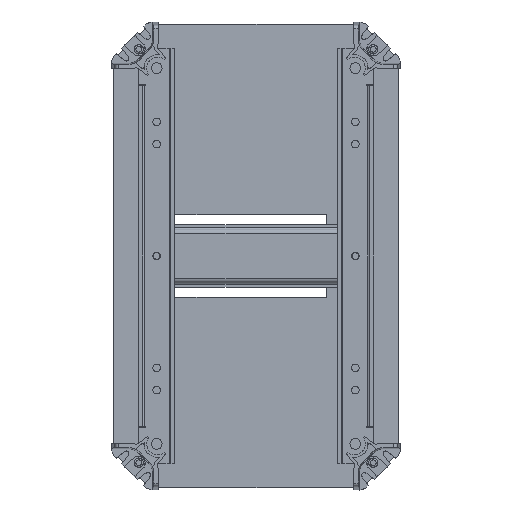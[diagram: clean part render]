
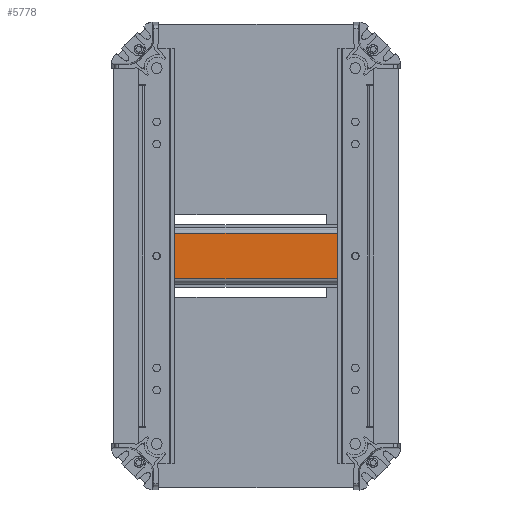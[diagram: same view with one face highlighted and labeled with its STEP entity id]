
A CAD part, front view. The second image highlights one B-rep face of the part: STEP entity #5778.
In plain terms, the highlighted planar face has unit normal (0, -1, 0).
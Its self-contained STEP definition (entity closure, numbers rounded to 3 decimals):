
#43 = DIRECTION ( 'NONE',  ( 0., 0., 1. ) ) ;
#366 = LINE ( 'NONE', #12891, #15658 ) ;
#950 = DIRECTION ( 'NONE',  ( 0., 0., 1. ) ) ;
#963 = VERTEX_POINT ( 'NONE', #7693 ) ;
#1276 = DIRECTION ( 'NONE',  ( 1., 0., 0. ) ) ;
#1436 = VECTOR ( 'NONE', #3874, 1000. ) ;
#1505 = CARTESIAN_POINT ( 'NONE',  ( 12.7, -1.5, 60. ) ) ;
#1630 = CARTESIAN_POINT ( 'NONE',  ( 12.7, -1.5, -60. ) ) ;
#1867 = VERTEX_POINT ( 'NONE', #10248 ) ;
#2146 = AXIS2_PLACEMENT_3D ( 'NONE', #14977, #6665, #16366 ) ;
#2158 = AXIS2_PLACEMENT_3D ( 'NONE', #5194, #9317, #950 ) ;
#2405 = CARTESIAN_POINT ( 'NONE',  ( -2.25, -1.5, 55. ) ) ;
#2589 = DIRECTION ( 'NONE',  ( 0., 0., 1. ) ) ;
#2882 = DIRECTION ( 'NONE',  ( 0., -1., 0. ) ) ;
#3099 = ORIENTED_EDGE ( 'NONE', *, *, #12415, .F. ) ;
#3366 = CARTESIAN_POINT ( 'NONE',  ( 12.7, -1.5, 60. ) ) ;
#3454 = DIRECTION ( 'NONE',  ( 0., -1., 0. ) ) ;
#3525 = AXIS2_PLACEMENT_3D ( 'NONE', #11759, #3454, #13190 ) ;
#3624 = CARTESIAN_POINT ( 'NONE',  ( 0., -1.5, -52.75 ) ) ;
#3874 = DIRECTION ( 'NONE',  ( 0., 0., -1. ) ) ;
#4570 = DIRECTION ( 'NONE',  ( 1., 0., 0. ) ) ;
#5176 = VERTEX_POINT ( 'NONE', #14109 ) ;
#5194 = CARTESIAN_POINT ( 'NONE',  ( 13.5, -1.5, 60. ) ) ;
#5495 = CARTESIAN_POINT ( 'NONE',  ( -12.7, -1.5, -60. ) ) ;
#5557 = VERTEX_POINT ( 'NONE', #15587 ) ;
#5576 = ORIENTED_EDGE ( 'NONE', *, *, #16781, .F. ) ;
#5704 = LINE ( 'NONE', #5495, #9780 ) ;
#5726 = CARTESIAN_POINT ( 'NONE',  ( 2.25, -1.5, 60. ) ) ;
#5778 = ADVANCED_FACE ( 'NONE', ( #11467 ), #7950, .F. ) ;
#6135 = VECTOR ( 'NONE', #6624, 1000. ) ;
#6385 = VERTEX_POINT ( 'NONE', #6396 ) ;
#6396 = CARTESIAN_POINT ( 'NONE',  ( -2.25, -1.5, 60. ) ) ;
#6624 = DIRECTION ( 'NONE',  ( 1., 0., 0. ) ) ;
#6665 = DIRECTION ( 'NONE',  ( 0., -1., 0. ) ) ;
#6755 = LINE ( 'NONE', #17823, #14594 ) ;
#6848 = ORIENTED_EDGE ( 'NONE', *, *, #17104, .F. ) ;
#7488 = CIRCLE ( 'NONE', #13319, 2.25 ) ;
#7693 = CARTESIAN_POINT ( 'NONE',  ( -12.7, -1.5, -60. ) ) ;
#7950 = PLANE ( 'NONE',  #2158 ) ;
#8374 = ORIENTED_EDGE ( 'NONE', *, *, #16745, .T. ) ;
#8485 = CARTESIAN_POINT ( 'NONE',  ( 2.25, -1.5, -60. ) ) ;
#8499 = ORIENTED_EDGE ( 'NONE', *, *, #10675, .F. ) ;
#8608 = DIRECTION ( 'NONE',  ( 0., 0., -1. ) ) ;
#9317 = DIRECTION ( 'NONE',  ( 0., 1., 0. ) ) ;
#9424 = ORIENTED_EDGE ( 'NONE', *, *, #16883, .F. ) ;
#9780 = VECTOR ( 'NONE', #10847, 1000. ) ;
#9972 = LINE ( 'NONE', #15097, #13321 ) ;
#9989 = ORIENTED_EDGE ( 'NONE', *, *, #16996, .F. ) ;
#10248 = CARTESIAN_POINT ( 'NONE',  ( 2.25, -1.5, -55. ) ) ;
#10271 = LINE ( 'NONE', #8485, #17692 ) ;
#10659 = ORIENTED_EDGE ( 'NONE', *, *, #10830, .F. ) ;
#10675 = EDGE_CURVE ( 'NONE', #1867, #17960, #15164, .T. ) ;
#10830 = EDGE_CURVE ( 'NONE', #13645, #5557, #12163, .T. ) ;
#10847 = DIRECTION ( 'NONE',  ( 0., 0., 1. ) ) ;
#10880 = CIRCLE ( 'NONE', #2146, 2.25 ) ;
#10960 = VERTEX_POINT ( 'NONE', #3366 ) ;
#10963 = DIRECTION ( 'NONE',  ( 1., 0., 0. ) ) ;
#11213 = CARTESIAN_POINT ( 'NONE',  ( 0., -1.5, -55. ) ) ;
#11467 = FACE_OUTER_BOUND ( 'NONE', #18047, .T. ) ;
#11759 = CARTESIAN_POINT ( 'NONE',  ( 0., -1.5, -55. ) ) ;
#11789 = LINE ( 'NONE', #2405, #12229 ) ;
#11993 = VECTOR ( 'NONE', #8608, 1000. ) ;
#12049 = ORIENTED_EDGE ( 'NONE', *, *, #12377, .F. ) ;
#12156 = DIRECTION ( 'NONE',  ( 0., 0., -1. ) ) ;
#12163 = LINE ( 'NONE', #12190, #1436 ) ;
#12190 = CARTESIAN_POINT ( 'NONE',  ( -2.25, -1.5, -55. ) ) ;
#12229 = VECTOR ( 'NONE', #12156, 1000. ) ;
#12377 = EDGE_CURVE ( 'NONE', #17960, #13645, #7488, .T. ) ;
#12415 = EDGE_CURVE ( 'NONE', #15324, #1867, #10271, .T. ) ;
#12436 = LINE ( 'NONE', #1505, #11993 ) ;
#12637 = DIRECTION ( 'NONE',  ( 0., 0., 1. ) ) ;
#12669 = VECTOR ( 'NONE', #1276, 1000. ) ;
#12863 = VERTEX_POINT ( 'NONE', #16413 ) ;
#12891 = CARTESIAN_POINT ( 'NONE',  ( 13.5, -1.5, -60. ) ) ;
#13190 = DIRECTION ( 'NONE',  ( 0., 0., 1. ) ) ;
#13319 = AXIS2_PLACEMENT_3D ( 'NONE', #11213, #2882, #12637 ) ;
#13321 = VECTOR ( 'NONE', #10963, 1000. ) ;
#13529 = ORIENTED_EDGE ( 'NONE', *, *, #16965, .F. ) ;
#13622 = CARTESIAN_POINT ( 'NONE',  ( 2.25, -1.5, -60. ) ) ;
#13645 = VERTEX_POINT ( 'NONE', #15472 ) ;
#14109 = CARTESIAN_POINT ( 'NONE',  ( 2.25, -1.5, 55. ) ) ;
#14594 = VECTOR ( 'NONE', #2589, 1000. ) ;
#14829 = CARTESIAN_POINT ( 'NONE',  ( 13.5, -1.5, -60. ) ) ;
#14917 = VERTEX_POINT ( 'NONE', #5726 ) ;
#14977 = CARTESIAN_POINT ( 'NONE',  ( 0., -1.5, 55. ) ) ;
#15097 = CARTESIAN_POINT ( 'NONE',  ( 13.5, -1.5, 60. ) ) ;
#15164 = CIRCLE ( 'NONE', #3525, 2.25 ) ;
#15256 = ORIENTED_EDGE ( 'NONE', *, *, #16929, .F. ) ;
#15324 = VERTEX_POINT ( 'NONE', #13622 ) ;
#15472 = CARTESIAN_POINT ( 'NONE',  ( -2.25, -1.5, -55. ) ) ;
#15587 = CARTESIAN_POINT ( 'NONE',  ( -2.25, -1.5, -60. ) ) ;
#15658 = VECTOR ( 'NONE', #4570, 1000. ) ;
#16001 = ORIENTED_EDGE ( 'NONE', *, *, #17148, .T. ) ;
#16326 = LINE ( 'NONE', #17742, #12669 ) ;
#16366 = DIRECTION ( 'NONE',  ( 0., 0., 1. ) ) ;
#16413 = CARTESIAN_POINT ( 'NONE',  ( -2.25, -1.5, 55. ) ) ;
#16745 = EDGE_CURVE ( 'NONE', #963, #5557, #17196, .T. ) ;
#16781 = EDGE_CURVE ( 'NONE', #963, #17826, #5704, .T. ) ;
#16796 = EDGE_CURVE ( 'NONE', #17826, #6385, #16326, .T. ) ;
#16883 = EDGE_CURVE ( 'NONE', #6385, #12863, #11789, .T. ) ;
#16929 = EDGE_CURVE ( 'NONE', #12863, #5176, #10880, .T. ) ;
#16965 = EDGE_CURVE ( 'NONE', #5176, #14917, #6755, .T. ) ;
#16996 = EDGE_CURVE ( 'NONE', #14917, #10960, #9972, .T. ) ;
#17068 = ORIENTED_EDGE ( 'NONE', *, *, #16796, .F. ) ;
#17104 = EDGE_CURVE ( 'NONE', #10960, #17705, #12436, .T. ) ;
#17136 = CARTESIAN_POINT ( 'NONE',  ( -12.7, -1.5, 60. ) ) ;
#17148 = EDGE_CURVE ( 'NONE', #15324, #17705, #366, .T. ) ;
#17196 = LINE ( 'NONE', #14829, #6135 ) ;
#17692 = VECTOR ( 'NONE', #43, 1000. ) ;
#17705 = VERTEX_POINT ( 'NONE', #1630 ) ;
#17742 = CARTESIAN_POINT ( 'NONE',  ( 13.5, -1.5, 60. ) ) ;
#17823 = CARTESIAN_POINT ( 'NONE',  ( 2.25, -1.5, 60. ) ) ;
#17826 = VERTEX_POINT ( 'NONE', #17136 ) ;
#17960 = VERTEX_POINT ( 'NONE', #3624 ) ;
#18047 = EDGE_LOOP ( 'NONE', ( #10659, #12049, #8499, #3099, #16001, #6848, #9989, #13529, #15256, #9424, #17068, #5576, #8374 ) ) ;
